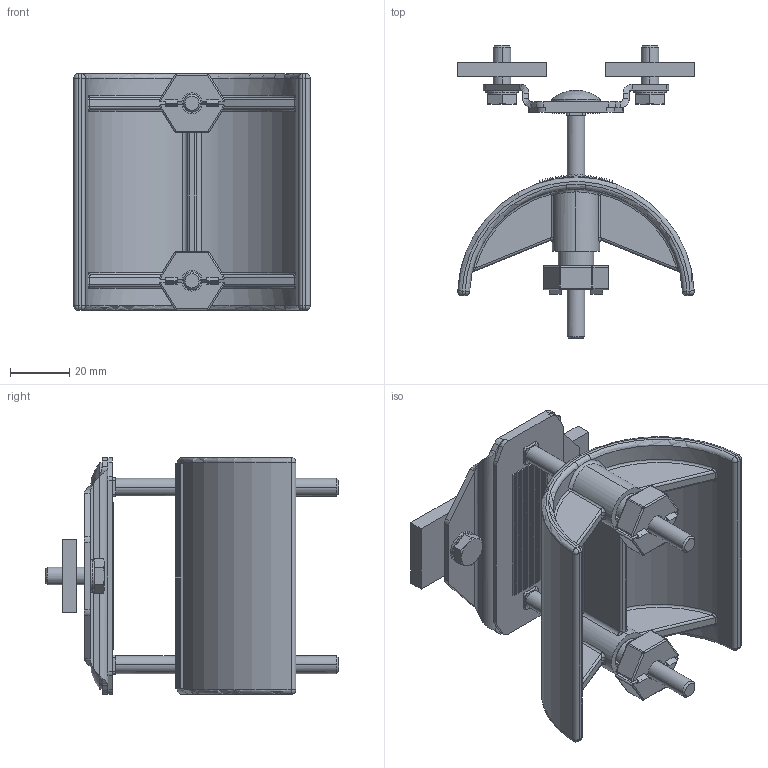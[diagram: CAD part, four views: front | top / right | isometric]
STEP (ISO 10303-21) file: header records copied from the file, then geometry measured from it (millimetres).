
FILE_DESCRIPTION (( 'STEP AP214' ), '1' );
FILE_NAME ('0020528.step', '2022-08-22T12:14:04', ( '' ), ( '' ), 'SwSTEP 2.0', 'SolidWorks 2020', '' );
FILE_SCHEMA (( 'AUTOMOTIVE_DESIGN' ));
Length unit declared in the file: inch
Products named in the file (1): 0020528
Bounding box: 80 x 99.16 x 80 mm (x, y, z)
Volume: 87092.2 mm3; surface area: 50768.2 mm2
Topology: 1 solids, 3 shells, 756 faces, 1837 edges, 1059 vertices
Faces by surface type: plane 451, cylinder 176, bspline 56, sphere 30, torus 22, cone 21
Entity records: 38889 total; most frequent: CARTESIAN_POINT 11930, ORIENTED_EDGE 3622, DIRECTION 3495, EDGE_CURVE 1811, AXIS2_PLACEMENT_3D 1197, VECTOR 1101, LINE 1101, VERTEX_POINT 1057
